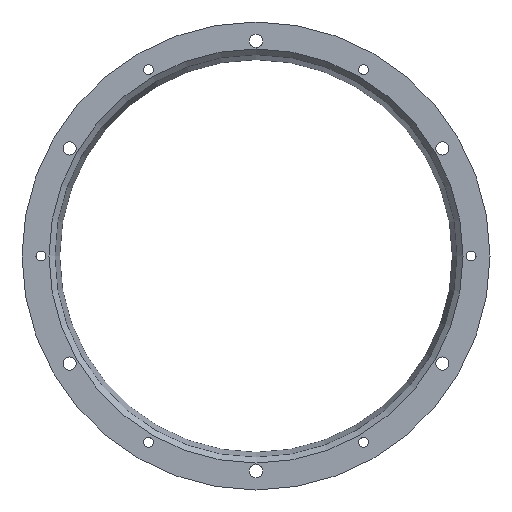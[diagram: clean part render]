
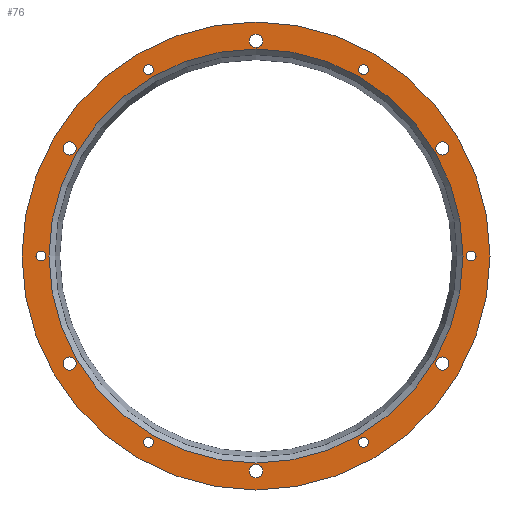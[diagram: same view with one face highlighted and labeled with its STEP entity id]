
A CAD part, left-side view. The second image highlights one B-rep face of the part: STEP entity #76.
In plain terms, the highlighted planar face has unit normal (-1, 0, 0).
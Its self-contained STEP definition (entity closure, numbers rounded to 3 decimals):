
#76=ADVANCED_FACE('',(#150,#151,#152,#153,#154,#155,#156,#157,#158,#159,
#160,#161,#162,#163),#115,.T.);
#115=PLANE('',#660);
#150=FACE_BOUND('',#260,.T.);
#151=FACE_BOUND('',#261,.T.);
#152=FACE_BOUND('',#262,.T.);
#153=FACE_BOUND('',#263,.T.);
#154=FACE_BOUND('',#264,.T.);
#155=FACE_BOUND('',#265,.T.);
#156=FACE_BOUND('',#266,.T.);
#157=FACE_BOUND('',#267,.T.);
#158=FACE_BOUND('',#268,.T.);
#159=FACE_BOUND('',#269,.T.);
#160=FACE_BOUND('',#270,.T.);
#161=FACE_BOUND('',#271,.T.);
#162=FACE_BOUND('',#272,.T.);
#163=FACE_BOUND('',#273,.T.);
#260=EDGE_LOOP('',(#370));
#261=EDGE_LOOP('',(#371));
#262=EDGE_LOOP('',(#372));
#263=EDGE_LOOP('',(#373));
#264=EDGE_LOOP('',(#374));
#265=EDGE_LOOP('',(#375));
#266=EDGE_LOOP('',(#376));
#267=EDGE_LOOP('',(#377));
#268=EDGE_LOOP('',(#378));
#269=EDGE_LOOP('',(#379));
#270=EDGE_LOOP('',(#380));
#271=EDGE_LOOP('',(#381));
#272=EDGE_LOOP('',(#382));
#273=EDGE_LOOP('',(#383));
#370=ORIENTED_EDGE('',*,*,#531,.F.);
#371=ORIENTED_EDGE('',*,*,#532,.F.);
#372=ORIENTED_EDGE('',*,*,#533,.F.);
#373=ORIENTED_EDGE('',*,*,#534,.F.);
#374=ORIENTED_EDGE('',*,*,#535,.F.);
#375=ORIENTED_EDGE('',*,*,#536,.F.);
#376=ORIENTED_EDGE('',*,*,#537,.F.);
#377=ORIENTED_EDGE('',*,*,#538,.F.);
#378=ORIENTED_EDGE('',*,*,#539,.F.);
#379=ORIENTED_EDGE('',*,*,#540,.F.);
#380=ORIENTED_EDGE('',*,*,#541,.F.);
#381=ORIENTED_EDGE('',*,*,#542,.F.);
#382=ORIENTED_EDGE('',*,*,#543,.T.);
#383=ORIENTED_EDGE('',*,*,#530,.F.);
#475=VERTEX_POINT('',#960);
#476=VERTEX_POINT('',#963);
#477=VERTEX_POINT('',#965);
#478=VERTEX_POINT('',#967);
#479=VERTEX_POINT('',#969);
#480=VERTEX_POINT('',#971);
#481=VERTEX_POINT('',#973);
#482=VERTEX_POINT('',#975);
#483=VERTEX_POINT('',#977);
#484=VERTEX_POINT('',#979);
#485=VERTEX_POINT('',#981);
#486=VERTEX_POINT('',#983);
#487=VERTEX_POINT('',#985);
#488=VERTEX_POINT('',#987);
#530=EDGE_CURVE('',#475,#475,#585,.T.);
#531=EDGE_CURVE('',#476,#476,#586,.T.);
#532=EDGE_CURVE('',#477,#477,#587,.T.);
#533=EDGE_CURVE('',#478,#478,#588,.T.);
#534=EDGE_CURVE('',#479,#479,#589,.T.);
#535=EDGE_CURVE('',#480,#480,#590,.T.);
#536=EDGE_CURVE('',#481,#481,#591,.T.);
#537=EDGE_CURVE('',#482,#482,#592,.T.);
#538=EDGE_CURVE('',#483,#483,#593,.T.);
#539=EDGE_CURVE('',#484,#484,#594,.T.);
#540=EDGE_CURVE('',#485,#485,#595,.T.);
#541=EDGE_CURVE('',#486,#486,#596,.T.);
#542=EDGE_CURVE('',#487,#487,#597,.T.);
#543=EDGE_CURVE('',#488,#488,#598,.T.);
#585=CIRCLE('',#645,54.85);
#586=CIRCLE('',#647,1.3);
#587=CIRCLE('',#648,1.3);
#588=CIRCLE('',#649,1.3);
#589=CIRCLE('',#650,1.3);
#590=CIRCLE('',#651,1.3);
#591=CIRCLE('',#652,1.75);
#592=CIRCLE('',#653,1.75);
#593=CIRCLE('',#654,1.75);
#594=CIRCLE('',#655,1.75);
#595=CIRCLE('',#656,1.75);
#596=CIRCLE('',#657,1.3);
#597=CIRCLE('',#658,1.75);
#598=CIRCLE('',#659,62.);
#645=AXIS2_PLACEMENT_3D('',#959,#766,#767);
#647=AXIS2_PLACEMENT_3D('',#962,#770,#771);
#648=AXIS2_PLACEMENT_3D('',#964,#772,#773);
#649=AXIS2_PLACEMENT_3D('',#966,#774,#775);
#650=AXIS2_PLACEMENT_3D('',#968,#776,#777);
#651=AXIS2_PLACEMENT_3D('',#970,#778,#779);
#652=AXIS2_PLACEMENT_3D('',#972,#780,#781);
#653=AXIS2_PLACEMENT_3D('',#974,#782,#783);
#654=AXIS2_PLACEMENT_3D('',#976,#784,#785);
#655=AXIS2_PLACEMENT_3D('',#978,#786,#787);
#656=AXIS2_PLACEMENT_3D('',#980,#788,#789);
#657=AXIS2_PLACEMENT_3D('',#982,#790,#791);
#658=AXIS2_PLACEMENT_3D('',#984,#792,#793);
#659=AXIS2_PLACEMENT_3D('',#986,#794,#795);
#660=AXIS2_PLACEMENT_3D('',#988,#796,#797);
#766=DIRECTION('',(-1.,0.,0.));
#767=DIRECTION('',(0.,0.,1.));
#770=DIRECTION('',(-1.,0.,0.));
#771=DIRECTION('',(0.,0.,1.));
#772=DIRECTION('',(-1.,0.,0.));
#773=DIRECTION('',(0.,0.,1.));
#774=DIRECTION('',(-1.,0.,0.));
#775=DIRECTION('',(0.,0.,1.));
#776=DIRECTION('',(-1.,0.,0.));
#777=DIRECTION('',(0.,0.,1.));
#778=DIRECTION('',(-1.,0.,0.));
#779=DIRECTION('',(0.,0.,1.));
#780=DIRECTION('',(-1.,0.,0.));
#781=DIRECTION('',(0.,0.,1.));
#782=DIRECTION('',(-1.,0.,0.));
#783=DIRECTION('',(0.,0.,1.));
#784=DIRECTION('',(-1.,0.,0.));
#785=DIRECTION('',(0.,0.,1.));
#786=DIRECTION('',(-1.,0.,0.));
#787=DIRECTION('',(0.,0.,1.));
#788=DIRECTION('',(-1.,0.,0.));
#789=DIRECTION('',(0.,0.,1.));
#790=DIRECTION('',(-1.,0.,0.));
#791=DIRECTION('',(0.,0.,1.));
#792=DIRECTION('',(-1.,0.,0.));
#793=DIRECTION('',(0.,0.,1.));
#794=DIRECTION('',(-1.,0.,0.));
#795=DIRECTION('',(0.,0.,1.));
#796=DIRECTION('',(-1.,0.,0.));
#797=DIRECTION('',(0.,0.,1.));
#959=CARTESIAN_POINT('',(0.,0.,0.));
#960=CARTESIAN_POINT('',(0.,0.,54.85));
#962=CARTESIAN_POINT('',(0.,28.5,-49.363));
#963=CARTESIAN_POINT('',(0.,28.5,-48.063));
#964=CARTESIAN_POINT('',(0.,-28.5,-49.363));
#965=CARTESIAN_POINT('',(0.,-28.5,-48.063));
#966=CARTESIAN_POINT('',(0.,-57.,0.));
#967=CARTESIAN_POINT('',(0.,-57.,1.3));
#968=CARTESIAN_POINT('',(0.,-28.5,49.363));
#969=CARTESIAN_POINT('',(0.,-28.5,50.663));
#970=CARTESIAN_POINT('',(0.,28.5,49.363));
#971=CARTESIAN_POINT('',(0.,28.5,50.663));
#972=CARTESIAN_POINT('',(0.,49.363,28.5));
#973=CARTESIAN_POINT('',(0.,49.363,30.25));
#974=CARTESIAN_POINT('',(0.,49.363,-28.5));
#975=CARTESIAN_POINT('',(0.,49.363,-26.75));
#976=CARTESIAN_POINT('',(0.,0.,-57.));
#977=CARTESIAN_POINT('',(0.,0.,-55.25));
#978=CARTESIAN_POINT('',(0.,-49.363,-28.5));
#979=CARTESIAN_POINT('',(0.,-49.363,-26.75));
#980=CARTESIAN_POINT('',(0.,-49.363,28.5));
#981=CARTESIAN_POINT('',(0.,-49.363,30.25));
#982=CARTESIAN_POINT('',(0.,57.,0.));
#983=CARTESIAN_POINT('',(0.,57.,1.3));
#984=CARTESIAN_POINT('',(0.,0.,57.));
#985=CARTESIAN_POINT('',(0.,0.,58.75));
#986=CARTESIAN_POINT('',(0.,0.,0.));
#987=CARTESIAN_POINT('',(0.,0.,62.));
#988=CARTESIAN_POINT('',(0.,54.85,0.));
